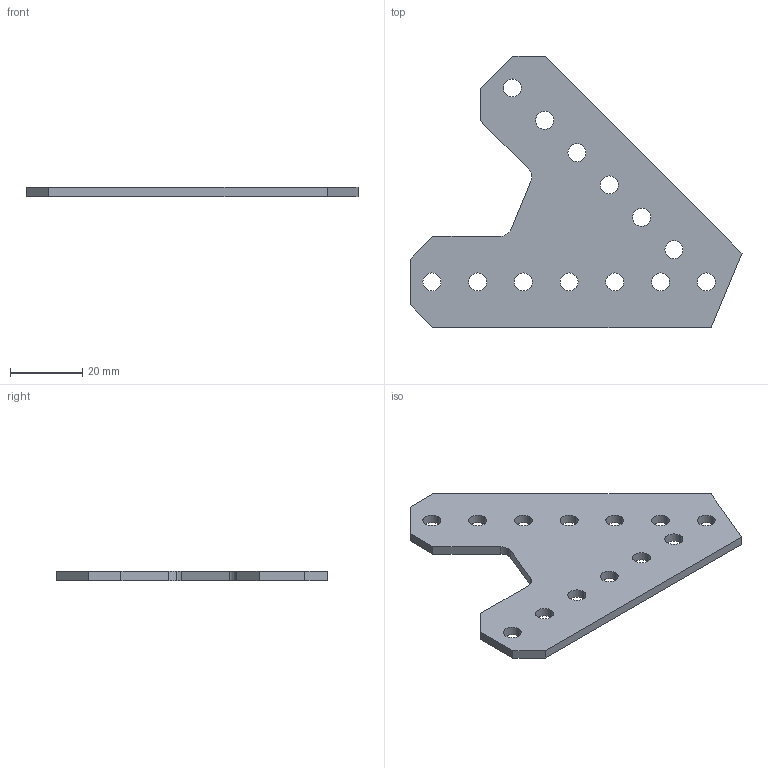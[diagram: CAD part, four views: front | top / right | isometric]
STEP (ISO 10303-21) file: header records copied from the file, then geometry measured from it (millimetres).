
FILE_DESCRIPTION (( 'STEP AP203' ), '1' );
FILE_NAME ('REV-21-2292.STEP', '2022-03-31T20:26:27', ( '' ), ( '' ), 'SwSTEP 2.0', 'SolidWorks 2022', '' );
FILE_SCHEMA (( 'CONFIG_CONTROL_DESIGN' ));
Length unit declared in the file: inch
Products named in the file (1): REV-21-2292
Bounding box: 92.22 x 75.38 x 2.5 mm (x, y, z)
Volume: 9382.6 mm3; surface area: 8761 mm2
Topology: 1 solids, 1 shells, 43 faces, 123 edges, 82 vertices
Faces by surface type: cylinder 29, plane 14
Entity records: 1566 total; most frequent: DIRECTION 269, CARTESIAN_POINT 249, ORIENTED_EDGE 246, EDGE_CURVE 123, AXIS2_PLACEMENT_3D 102, VERTEX_POINT 82, EDGE_LOOP 69, LINE 65
